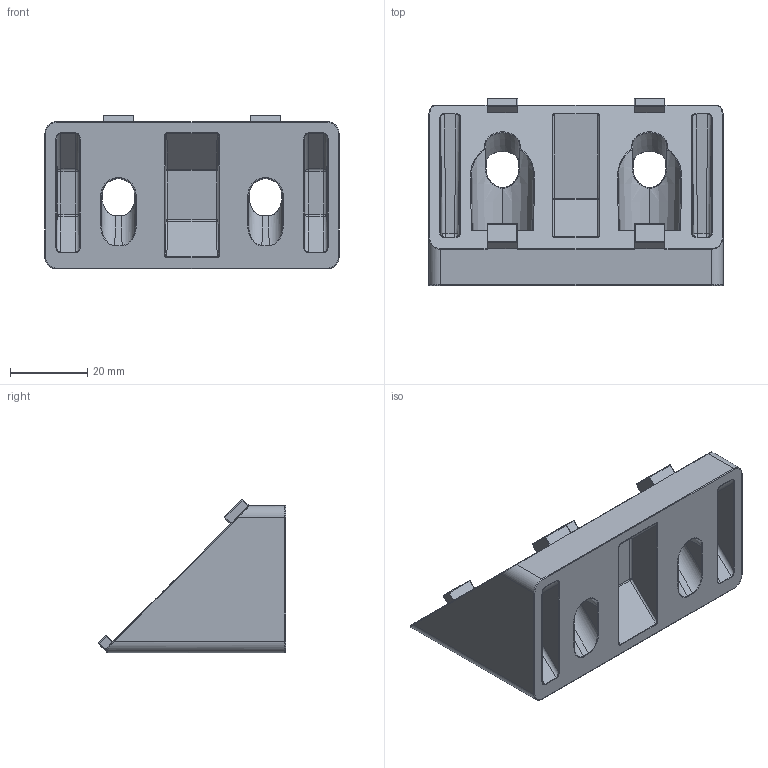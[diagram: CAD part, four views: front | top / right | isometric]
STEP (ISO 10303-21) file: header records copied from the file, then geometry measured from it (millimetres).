
FILE_DESCRIPTION (( 'STEP AP203' ), '1' );
FILE_NAME ('151108.step', '2021-06-03T16:19:03', ( '' ), ( '' ), 'SwSTEP 2.0', 'SolidWorks 2021', '' );
FILE_SCHEMA (( 'CONFIG_CONTROL_DESIGN' ));
Length unit declared in the file: millimetre
Products named in the file (1): 151108
Bounding box: 76.2 x 48.58 x 39.78 mm (x, y, z)
Volume: 51173.7 mm3; surface area: 20361.1 mm2
Topology: 1 solids, 1 shells, 425 faces, 1001 edges, 546 vertices
Faces by surface type: cylinder 170, bspline 92, plane 75, sphere 48, torus 28, cone 12
Entity records: 14838 total; most frequent: CARTESIAN_POINT 5965, ORIENTED_EDGE 1922, DIRECTION 1789, EDGE_CURVE 961, AXIS2_PLACEMENT_3D 708, VERTEX_POINT 542, EDGE_LOOP 437, FACE_OUTER_BOUND 425
